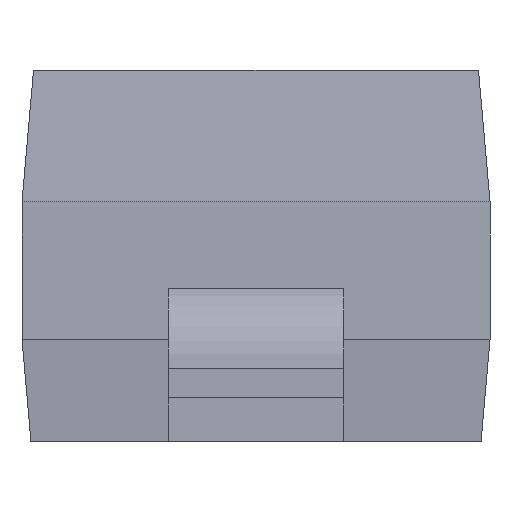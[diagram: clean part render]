
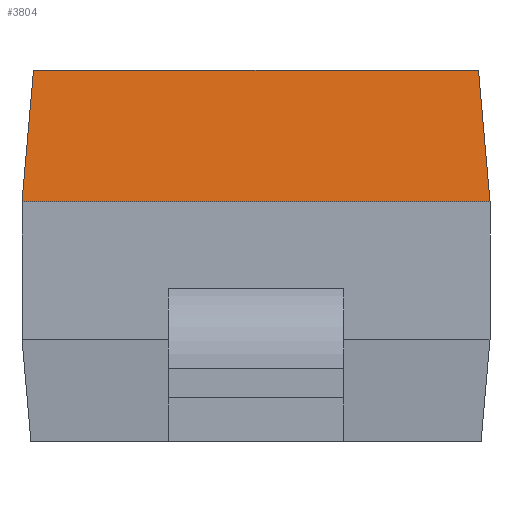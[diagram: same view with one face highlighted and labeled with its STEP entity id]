
A CAD part, front view. The second image highlights one B-rep face of the part: STEP entity #3804.
In plain terms, the highlighted planar face has unit normal (0, 0.996, -0.087).
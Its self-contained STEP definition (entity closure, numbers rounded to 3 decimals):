
#3804 = ADVANCED_FACE('',(#3805),#3839,.F.);
#3805 = FACE_BOUND('',#3806,.T.);
#3806 = EDGE_LOOP('',(#3807,#3817,#3825,#3833));
#3807 = ORIENTED_EDGE('',*,*,#3808,.F.);
#3808 = EDGE_CURVE('',#3809,#3811,#3813,.T.);
#3809 = VERTEX_POINT('',#3810);
#3810 = CARTESIAN_POINT('',(-0.761,-1.336,1.285));
#3811 = VERTEX_POINT('',#3812);
#3812 = CARTESIAN_POINT('',(-0.8,-1.375,0.835));
#3813 = LINE('',#3814,#3815);
#3814 = CARTESIAN_POINT('',(-0.761,-1.336,1.285));
#3815 = VECTOR('',#3816,1.);
#3816 = DIRECTION('',(-0.087,-0.087,
    -0.992));
#3817 = ORIENTED_EDGE('',*,*,#3818,.T.);
#3818 = EDGE_CURVE('',#3809,#3819,#3821,.T.);
#3819 = VERTEX_POINT('',#3820);
#3820 = CARTESIAN_POINT('',(0.761,-1.336,1.285));
#3821 = LINE('',#3822,#3823);
#3822 = CARTESIAN_POINT('',(0.8,-1.336,1.285));
#3823 = VECTOR('',#3824,1.);
#3824 = DIRECTION('',(1.,0.,0.));
#3825 = ORIENTED_EDGE('',*,*,#3826,.F.);
#3826 = EDGE_CURVE('',#3827,#3819,#3829,.T.);
#3827 = VERTEX_POINT('',#3828);
#3828 = CARTESIAN_POINT('',(0.8,-1.375,0.835));
#3829 = LINE('',#3830,#3831);
#3830 = CARTESIAN_POINT('',(0.8,-1.375,0.835));
#3831 = VECTOR('',#3832,1.);
#3832 = DIRECTION('',(-0.087,0.087,
    0.992));
#3833 = ORIENTED_EDGE('',*,*,#3834,.F.);
#3834 = EDGE_CURVE('',#3811,#3827,#3835,.T.);
#3835 = LINE('',#3836,#3837);
#3836 = CARTESIAN_POINT('',(0.8,-1.375,0.835));
#3837 = VECTOR('',#3838,1.);
#3838 = DIRECTION('',(1.,0.,0.));
#3839 = PLANE('',#3840);
#3840 = AXIS2_PLACEMENT_3D('',#3841,#3842,#3843);
#3841 = CARTESIAN_POINT('',(0.8,-1.336,1.285));
#3842 = DIRECTION('',(0.,-0.996,
    0.087));
#3843 = DIRECTION('',(0.,-0.087,
    -0.996));
